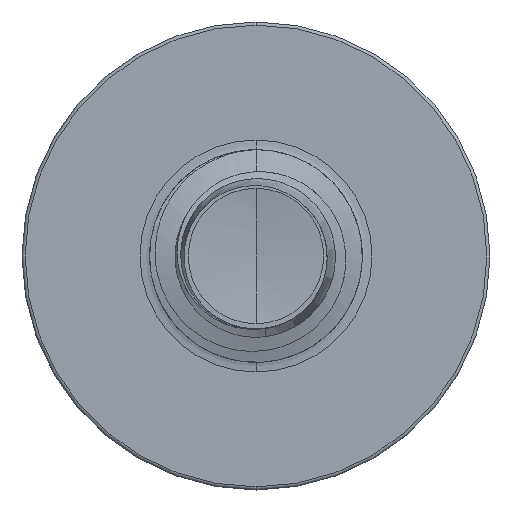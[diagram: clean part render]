
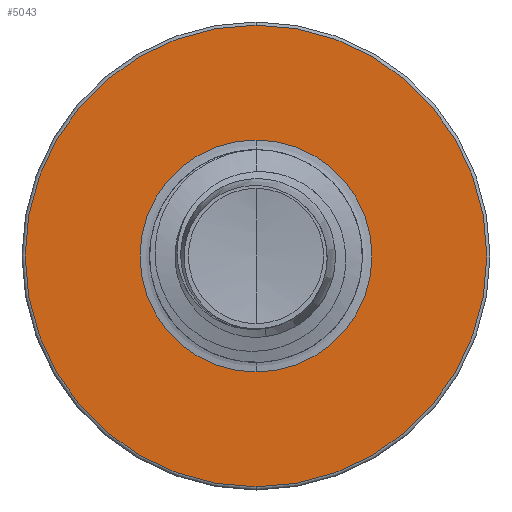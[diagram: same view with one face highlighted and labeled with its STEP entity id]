
A CAD part, front view. The second image highlights one B-rep face of the part: STEP entity #5043.
In plain terms, the highlighted planar face has unit normal (0, -1, 0).
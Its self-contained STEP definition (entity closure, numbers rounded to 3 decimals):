
#36 = EDGE_CURVE ( 'NONE', #11022, #3611, #1409, .T. ) ;
#454 = VERTEX_POINT ( 'NONE', #6157 ) ;
#1409 = CIRCLE ( 'NONE', #10510, 2.713 ) ;
#2082 = ORIENTED_EDGE ( 'NONE', *, *, #14233, .F. ) ;
#3307 = CARTESIAN_POINT ( 'NONE',  ( 0., 3.5, -1.363 ) ) ;
#3312 = PLANE ( 'NONE',  #9684 ) ;
#3380 = AXIS2_PLACEMENT_3D ( 'NONE', #13785, #6702, #14760 ) ;
#3611 = VERTEX_POINT ( 'NONE', #14920 ) ;
#4767 = CIRCLE ( 'NONE', #15768, 2.713 ) ;
#4880 = DIRECTION ( 'NONE',  ( 0., 1., 0. ) ) ;
#5043 = ADVANCED_FACE ( 'NONE', ( #5934, #15469 ), #3312, .F. ) ;
#5092 = DIRECTION ( 'NONE',  ( 0., 1., 0. ) ) ;
#5193 = CIRCLE ( 'NONE', #3380, 1.363 ) ;
#5928 = ORIENTED_EDGE ( 'NONE', *, *, #15559, .T. ) ;
#5934 = FACE_OUTER_BOUND ( 'NONE', #14183, .T. ) ;
#6157 = CARTESIAN_POINT ( 'NONE',  ( 0., 3.5, 1.363 ) ) ;
#6307 = DIRECTION ( 'NONE',  ( 0., 0., 1. ) ) ;
#6702 = DIRECTION ( 'NONE',  ( 0., 1., 0. ) ) ;
#7051 = EDGE_CURVE ( 'NONE', #10559, #454, #10281, .T. ) ;
#7083 = DIRECTION ( 'NONE',  ( 0., 0., 1. ) ) ;
#7110 = DIRECTION ( 'NONE',  ( 0., 1., 0. ) ) ;
#9075 = ORIENTED_EDGE ( 'NONE', *, *, #36, .F. ) ;
#9478 = ORIENTED_EDGE ( 'NONE', *, *, #7051, .T. ) ;
#9578 = AXIS2_PLACEMENT_3D ( 'NONE', #12534, #4880, #13466 ) ;
#9684 = AXIS2_PLACEMENT_3D ( 'NONE', #3307, #7110, #7083 ) ;
#10281 = CIRCLE ( 'NONE', #9578, 1.363 ) ;
#10510 = AXIS2_PLACEMENT_3D ( 'NONE', #11728, #12094, #6307 ) ;
#10559 = VERTEX_POINT ( 'NONE', #13664 ) ;
#11022 = VERTEX_POINT ( 'NONE', #12456 ) ;
#11728 = CARTESIAN_POINT ( 'NONE',  ( 0., 3.5, 0. ) ) ;
#12094 = DIRECTION ( 'NONE',  ( 0., 1., 0. ) ) ;
#12456 = CARTESIAN_POINT ( 'NONE',  ( 0., 3.5, 2.713 ) ) ;
#12534 = CARTESIAN_POINT ( 'NONE',  ( 0., 3.5, 0. ) ) ;
#12699 = CARTESIAN_POINT ( 'NONE',  ( 0., 3.5, 0. ) ) ;
#13466 = DIRECTION ( 'NONE',  ( 0., 0., 1. ) ) ;
#13620 = DIRECTION ( 'NONE',  ( 0., 0., 1. ) ) ;
#13664 = CARTESIAN_POINT ( 'NONE',  ( 0., 3.5, -1.363 ) ) ;
#13785 = CARTESIAN_POINT ( 'NONE',  ( 0., 3.5, 0. ) ) ;
#13820 = EDGE_LOOP ( 'NONE', ( #5928, #9478 ) ) ;
#14183 = EDGE_LOOP ( 'NONE', ( #9075, #2082 ) ) ;
#14233 = EDGE_CURVE ( 'NONE', #3611, #11022, #4767, .T. ) ;
#14760 = DIRECTION ( 'NONE',  ( 0., 0., 1. ) ) ;
#14920 = CARTESIAN_POINT ( 'NONE',  ( 0., 3.5, -2.712 ) ) ;
#15469 = FACE_BOUND ( 'NONE', #13820, .T. ) ;
#15559 = EDGE_CURVE ( 'NONE', #454, #10559, #5193, .T. ) ;
#15768 = AXIS2_PLACEMENT_3D ( 'NONE', #12699, #5092, #13620 ) ;
